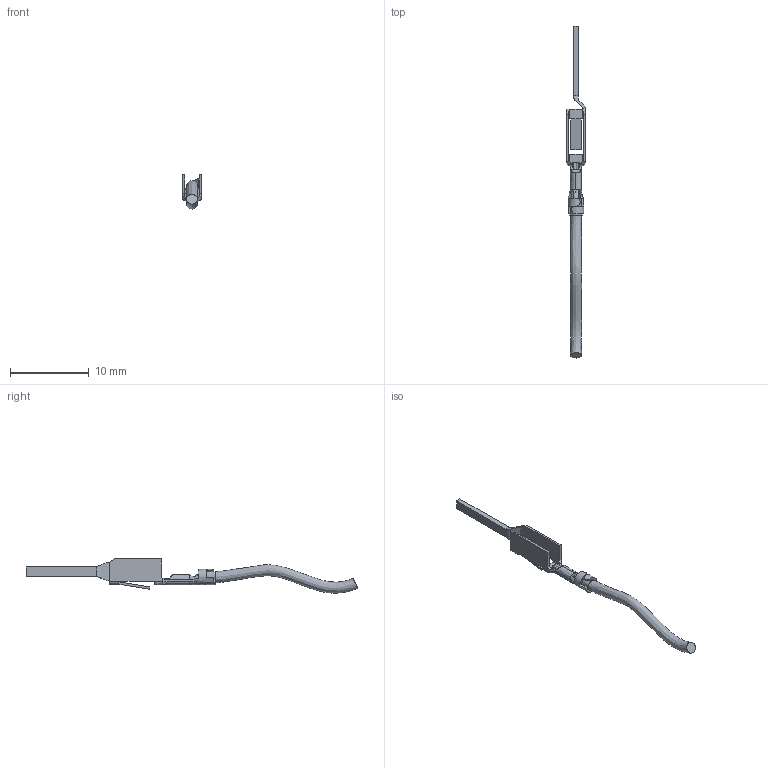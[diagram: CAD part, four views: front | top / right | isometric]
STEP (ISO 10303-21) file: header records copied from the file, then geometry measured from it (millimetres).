
FILE_DESCRIPTION((''),'2;1');
FILE_NAME( '0906_DIN_type_FC_crimp_contact_male.stp', '2008-10-14T15:54:16',('User'),('SDRC'),'I-DEAS Master Series 9','UNIX', 'Yes');
FILE_SCHEMA(('AUTOMOTIVE_DESIGN { 1 0 10303 214 1 1 1 1 }'));
Length unit declared in the file: millimetre
Products named in the file (1): 0906_DIN_type_FC_crimp_contact_male
Bounding box: 2.4 x 42.14 x 4.35 mm (x, y, z)
Volume: 62.5 mm3; surface area: 277.7 mm2
Topology: 1 solids, 1 shells, 123 faces, 333 edges, 207 vertices
Faces by surface type: bspline 123
Entity records: 4176 total; most frequent: CARTESIAN_POINT 2128, ORIENTED_EDGE 666, EDGE_CURVE 333, VERTEX_POINT 207, B_SPLINE_CURVE_WITH_KNOTS 198, EDGE_LOOP 124, FACE_OUTER_BOUND 123, ADVANCED_FACE 123
